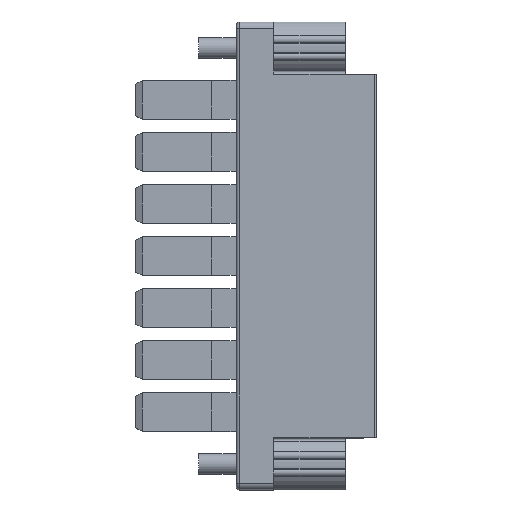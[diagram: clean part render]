
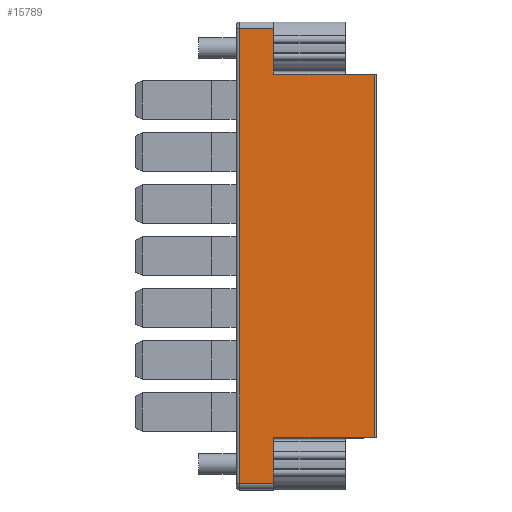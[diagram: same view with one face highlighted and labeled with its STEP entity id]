
A CAD part, top view. The second image highlights one B-rep face of the part: STEP entity #15789.
In plain terms, the highlighted planar face has unit normal (0, 0, 1).
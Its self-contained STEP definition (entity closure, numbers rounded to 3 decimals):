
#13=DIRECTION('',(1.,0.,0.));
#14=VECTOR('',#13,14.75);
#15=CARTESIAN_POINT('',(2.834,0.,9.079));
#16=LINE('',#15,#14);
#2161=DIRECTION('',(-1.,0.,0.));
#2162=VECTOR('',#2161,14.75);
#2163=CARTESIAN_POINT('',(17.584,53.29,9.079));
#2164=LINE('',#2163,#2162);
#2345=DIRECTION('',(0.,1.,0.));
#2346=VECTOR('',#2345,66.53);
#2347=CARTESIAN_POINT('',(-2.166,-6.62,
9.079));
#2348=LINE('',#2347,#2346);
#2349=DIRECTION('',(-1.,0.,0.));
#2350=VECTOR('',#2349,5.);
#2351=CARTESIAN_POINT('',(2.834,59.91,9.079));
#2352=LINE('',#2351,#2350);
#2353=DIRECTION('',(0.,-1.,0.));
#2354=VECTOR('',#2353,6.62);
#2355=CARTESIAN_POINT('',(2.834,59.91,9.079));
#2356=LINE('',#2355,#2354);
#2357=DIRECTION('',(0.,1.,0.));
#2358=VECTOR('',#2357,6.62);
#2359=CARTESIAN_POINT('',(2.834,-6.62,9.079));
#2360=LINE('',#2359,#2358);
#2361=DIRECTION('',(-1.,0.,0.));
#2362=VECTOR('',#2361,5.);
#2363=CARTESIAN_POINT('',(2.834,-6.62,9.079));
#2364=LINE('',#2363,#2362);
#2991=DIRECTION('',(0.,1.,0.));
#2992=VECTOR('',#2991,53.29);
#2993=CARTESIAN_POINT('',(17.584,0.,9.079));
#2994=LINE('',#2993,#2992);
#10190=CARTESIAN_POINT('',(17.584,0.,9.079));
#10191=VERTEX_POINT('',#10190);
#10210=CARTESIAN_POINT('',(17.584,53.29,9.079));
#10211=VERTEX_POINT('',#10210);
#11852=CARTESIAN_POINT('',(2.834,59.91,9.079));
#11853=CARTESIAN_POINT('',(2.834,53.29,9.079));
#11854=VERTEX_POINT('',#11852);
#11855=VERTEX_POINT('',#11853);
#12022=CARTESIAN_POINT('',(2.834,0.,9.079));
#12023=VERTEX_POINT('',#12022);
#12148=CARTESIAN_POINT('',(2.834,-6.62,
9.079));
#12149=VERTEX_POINT('',#12148);
#12762=CARTESIAN_POINT('',(-2.166,-6.62,
9.079));
#12763=VERTEX_POINT('',#12762);
#12766=CARTESIAN_POINT('',(-2.166,59.91,
9.079));
#12767=VERTEX_POINT('',#12766);
#15770=CARTESIAN_POINT('',(-2.166,0.,9.079));
#15771=DIRECTION('',(0.,0.,1.));
#15772=DIRECTION('',(1.,0.,0.));
#15773=AXIS2_PLACEMENT_3D('',#15770,#15771,#15772);
#15774=PLANE('',#15773);
#15776=ORIENTED_EDGE('',*,*,#15775,.T.);
#15777=ORIENTED_EDGE('',*,*,#15765,.F.);
#15778=ORIENTED_EDGE('',*,*,#15416,.T.);
#15779=ORIENTED_EDGE('',*,*,#15482,.F.);
#15781=ORIENTED_EDGE('',*,*,#15780,.F.);
#15782=ORIENTED_EDGE('',*,*,#12950,.F.);
#15784=ORIENTED_EDGE('',*,*,#15783,.F.);
#15786=ORIENTED_EDGE('',*,*,#15785,.T.);
#15787=EDGE_LOOP('',(#15776,#15777,#15778,#15779,#15781,#15782,#15784,#15786));
#15788=FACE_OUTER_BOUND('',#15787,.F.);
#15789=ADVANCED_FACE('',(#15788),#15774,.T.);
#12950=EDGE_CURVE('',#12023,#10191,#16,.T.);
#15416=EDGE_CURVE('',#11854,#11855,#2356,.T.);
#15482=EDGE_CURVE('',#10211,#11855,#2164,.T.);
#15765=EDGE_CURVE('',#11854,#12767,#2352,.T.);
#15775=EDGE_CURVE('',#12763,#12767,#2348,.T.);
#15780=EDGE_CURVE('',#10191,#10211,#2994,.T.);
#15783=EDGE_CURVE('',#12149,#12023,#2360,.T.);
#15785=EDGE_CURVE('',#12149,#12763,#2364,.T.);
